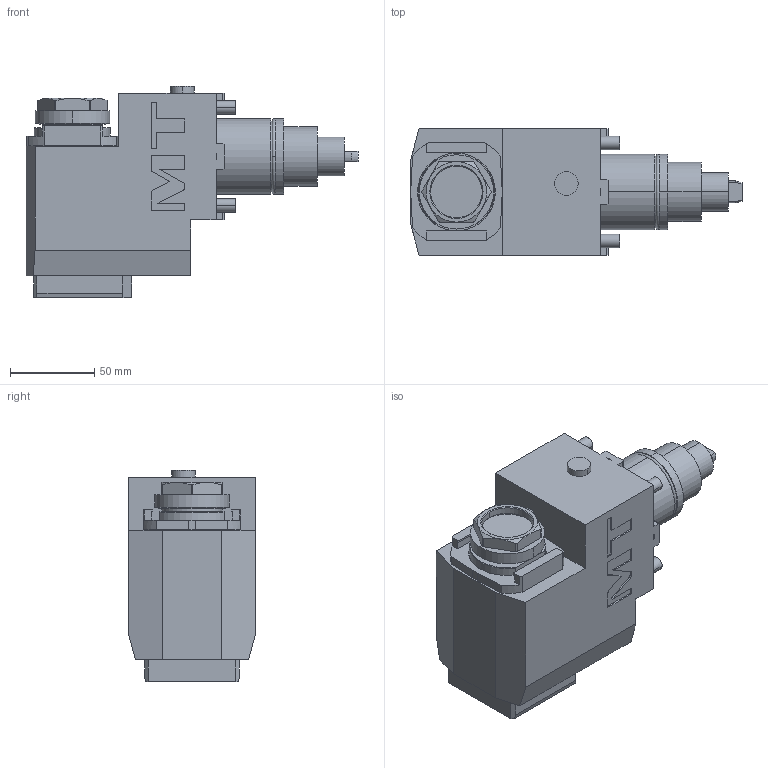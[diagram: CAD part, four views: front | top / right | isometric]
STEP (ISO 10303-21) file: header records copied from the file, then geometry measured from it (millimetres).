
FILE_DESCRIPTION((''),'2;1');
FILE_NAME('DWO2300232_CONF','2023-04-27T14:09:33',('gvalli'),('M.T. srl'),'CREO PARAMETRIC BY PTC INC, 2021072','CREO PARAMETRIC BY PTC INC, 2021072','');
FILE_SCHEMA(('CONFIG_CONTROL_DESIGN'));
Length unit declared in the file: millimetre
Products named in the file (1): DWO2300232_CONF
Bounding box: 196.5 x 75 x 125 mm (x, y, z)
Volume: 909100.1 mm3; surface area: 81381.5 mm2
Topology: 2 solids, 2 shells, 263 faces, 657 edges, 432 vertices
Faces by surface type: plane 168, cylinder 64, torus 14, cone 13, extrusion 4
Entity records: 8061 total; most frequent: CARTESIAN_POINT 1593, DIRECTION 1334, ORIENTED_EDGE 1314, EDGE_CURVE 657, VECTOR 462, LINE 458, AXIS2_PLACEMENT_3D 436, VERTEX_POINT 432
